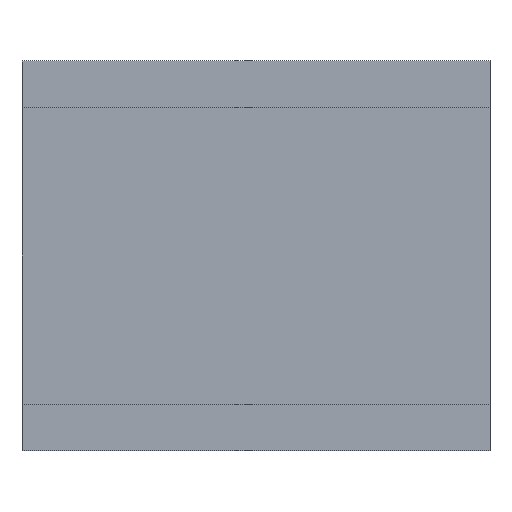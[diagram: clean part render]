
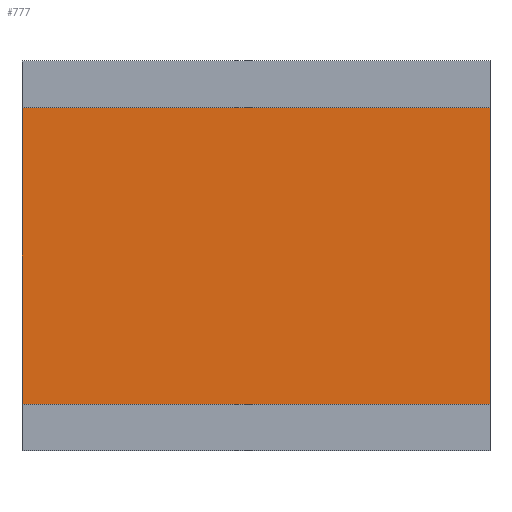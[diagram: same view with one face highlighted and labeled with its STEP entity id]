
A CAD part, front view. The second image highlights one B-rep face of the part: STEP entity #777.
In plain terms, the highlighted planar face has unit normal (0, -1, 0).
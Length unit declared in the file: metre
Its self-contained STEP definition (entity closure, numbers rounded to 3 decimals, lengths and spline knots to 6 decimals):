
#777 = ADVANCED_FACE( '', ( #2162 ), #2163, .T. );
#2162 = FACE_OUTER_BOUND( '', #212671, .T. );
#2163 = PLANE( '', #212672 );
#212671 = EDGE_LOOP( '', ( #221238, #221239, #221240, #221241 ) );
#212672 = AXIS2_PLACEMENT_3D( '', #221242, #221243, #221244 );
#221238 = ORIENTED_EDGE( '', *, *, #223297, .F. );
#221239 = ORIENTED_EDGE( '', *, *, #223298, .F. );
#221240 = ORIENTED_EDGE( '', *, *, #223288, .F. );
#221241 = ORIENTED_EDGE( '', *, *, #223296, .F. );
#221242 = CARTESIAN_POINT( '', ( 0., -0.01055, 0. ) );
#221243 = DIRECTION( '', ( 0., -1., 0. ) );
#221244 = DIRECTION( '', ( 0.707, 0., 0.707 ) );
#223288 = EDGE_CURVE( '', #225850, #225851, #225852, .T. );
#223296 = EDGE_CURVE( '', #225862, #225850, #225864, .T. );
#223297 = EDGE_CURVE( '', #225865, #225862, #225866, .T. );
#223298 = EDGE_CURVE( '', #225851, #225865, #225867, .T. );
#225850 = VERTEX_POINT( '', #250195 );
#225851 = VERTEX_POINT( '', #250196 );
#225852 = LINE( '', #250197, #250198 );
#225862 = VERTEX_POINT( '', #250211 );
#225864 = LINE( '', #250214, #250215 );
#225865 = VERTEX_POINT( '', #250216 );
#225866 = LINE( '', #250217, #250218 );
#225867 = LINE( '', #250219, #250220 );
#250195 = CARTESIAN_POINT( '', ( 0.007403, -0.01055, 0.00451 ) );
#250196 = CARTESIAN_POINT( '', ( 0.007403, -0.01055, -0.00499 ) );
#250197 = CARTESIAN_POINT( '', ( 0.007403, -0.01055, 0.00451 ) );
#250198 = VECTOR( '', #251925, 1. );
#250211 = CARTESIAN_POINT( '', ( -0.007597, -0.01055, 0.00451 ) );
#250214 = CARTESIAN_POINT( '', ( -0.007597, -0.01055, 0.00451 ) );
#250215 = VECTOR( '', #251939, 1. );
#250216 = CARTESIAN_POINT( '', ( -0.007597, -0.01055, -0.00499 ) );
#250217 = CARTESIAN_POINT( '', ( -0.007597, -0.01055, -0.00499 ) );
#250218 = VECTOR( '', #251940, 1. );
#250219 = CARTESIAN_POINT( '', ( 0.007403, -0.01055, -0.00499 ) );
#250220 = VECTOR( '', #251941, 1. );
#251925 = DIRECTION( '', ( 0., 0., -1. ) );
#251939 = DIRECTION( '', ( 1., 0., 0. ) );
#251940 = DIRECTION( '', ( 0., 0., 1. ) );
#251941 = DIRECTION( '', ( -1., 0., 0. ) );
